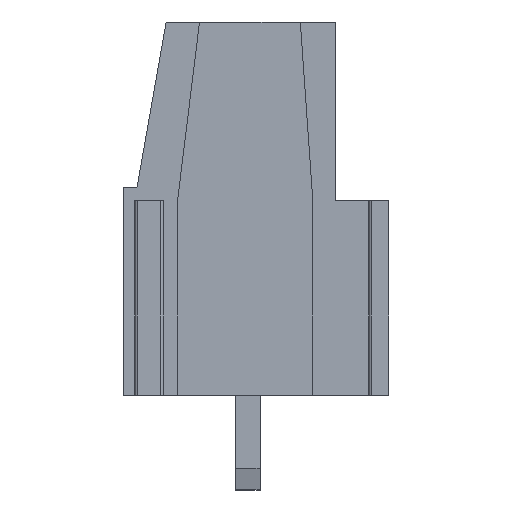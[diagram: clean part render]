
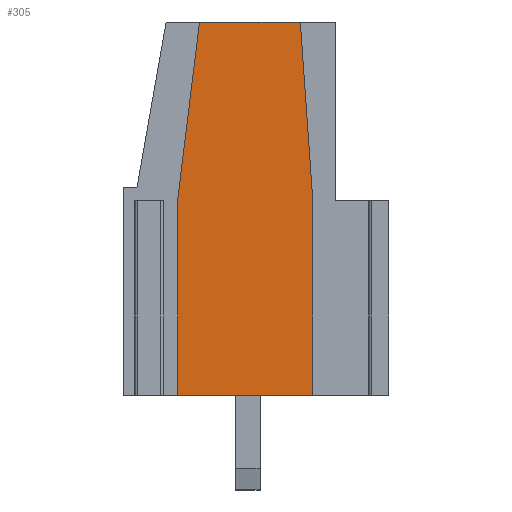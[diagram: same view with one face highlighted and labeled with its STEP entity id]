
A CAD part, left-side view. The second image highlights one B-rep face of the part: STEP entity #305.
In plain terms, the highlighted planar face has unit normal (-1, 0, 0).
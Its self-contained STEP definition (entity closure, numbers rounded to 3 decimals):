
#305 = ADVANCED_FACE( '', ( #702 ), #703, .F. );
#702 = FACE_OUTER_BOUND( '', #1210, .T. );
#703 = PLANE( '', #1211 );
#1210 = EDGE_LOOP( '', ( #1872, #1873, #1874, #1875, #1876, #1877 ) );
#1211 = AXIS2_PLACEMENT_3D( '', #1878, #1879, #1880 );
#1872 = ORIENTED_EDGE( '', *, *, #3367, .T. );
#1873 = ORIENTED_EDGE( '', *, *, #3368, .F. );
#1874 = ORIENTED_EDGE( '', *, *, #3369, .F. );
#1875 = ORIENTED_EDGE( '', *, *, #3370, .F. );
#1876 = ORIENTED_EDGE( '', *, *, #3223, .T. );
#1877 = ORIENTED_EDGE( '', *, *, #3371, .T. );
#1878 = CARTESIAN_POINT( '', ( -3.11, 19.914, -5.23 ) );
#1879 = DIRECTION( '', ( 1., 0., 0. ) );
#1880 = DIRECTION( '', ( 0., -1., 0. ) );
#3223 = EDGE_CURVE( '', #3864, #3862, #3865, .T. );
#3367 = EDGE_CURVE( '', #4114, #4115, #4116, .T. );
#3368 = EDGE_CURVE( '', #4117, #4115, #4118, .T. );
#3369 = EDGE_CURVE( '', #4119, #4117, #4120, .T. );
#3370 = EDGE_CURVE( '', #3864, #4119, #4121, .T. );
#3371 = EDGE_CURVE( '', #3862, #4114, #4122, .T. );
#3862 = VERTEX_POINT( '', #4809 );
#3864 = VERTEX_POINT( '', #4812 );
#3865 = LINE( '', #4813, #4814 );
#4114 = VERTEX_POINT( '', #5175 );
#4115 = VERTEX_POINT( '', #5176 );
#4116 = LINE( '', #5177, #5178 );
#4117 = VERTEX_POINT( '', #5179 );
#4118 = LINE( '', #5180, #5181 );
#4119 = VERTEX_POINT( '', #5182 );
#4120 = LINE( '', #5183, #5184 );
#4121 = LINE( '', #5185, #5186 );
#4122 = LINE( '', #5187, #5188 );
#4809 = CARTESIAN_POINT( '', ( -3.11, -6.538, 13.8 ) );
#4812 = CARTESIAN_POINT( '', ( -3.11, -7., 7.2 ) );
#4813 = CARTESIAN_POINT( '', ( -3.11, -8.308, -11.5 ) );
#4814 = VECTOR( '', #6160, 1000. );
#5175 = CARTESIAN_POINT( '', ( -3.11, -2.81, 13.8 ) );
#5176 = CARTESIAN_POINT( '', ( -3.11, -2., 7.2 ) );
#5177 = CARTESIAN_POINT( '', ( -3.11, 0.296, -11.5 ) );
#5178 = VECTOR( '', #6288, 1000. );
#5179 = CARTESIAN_POINT( '', ( -3.11, -2., 0. ) );
#5180 = CARTESIAN_POINT( '', ( -3.11, -2., -11.5 ) );
#5181 = VECTOR( '', #6289, 1000. );
#5182 = CARTESIAN_POINT( '', ( -3.11, -7., 0. ) );
#5183 = CARTESIAN_POINT( '', ( -3.11, 0., 0. ) );
#5184 = VECTOR( '', #6290, 1000. );
#5185 = CARTESIAN_POINT( '', ( -3.11, -7., -11.5 ) );
#5186 = VECTOR( '', #6291, 1000. );
#5187 = CARTESIAN_POINT( '', ( -3.11, 0., 13.8 ) );
#5188 = VECTOR( '', #6292, 1000. );
#6160 = DIRECTION( '', ( 0., 0.07, 0.998 ) );
#6288 = DIRECTION( '', ( 0., 0.122, -0.993 ) );
#6289 = DIRECTION( '', ( 0., 0., 1. ) );
#6290 = DIRECTION( '', ( 0., 1., 0. ) );
#6291 = DIRECTION( '', ( 0., 0., -1. ) );
#6292 = DIRECTION( '', ( 0., 1., 0. ) );
